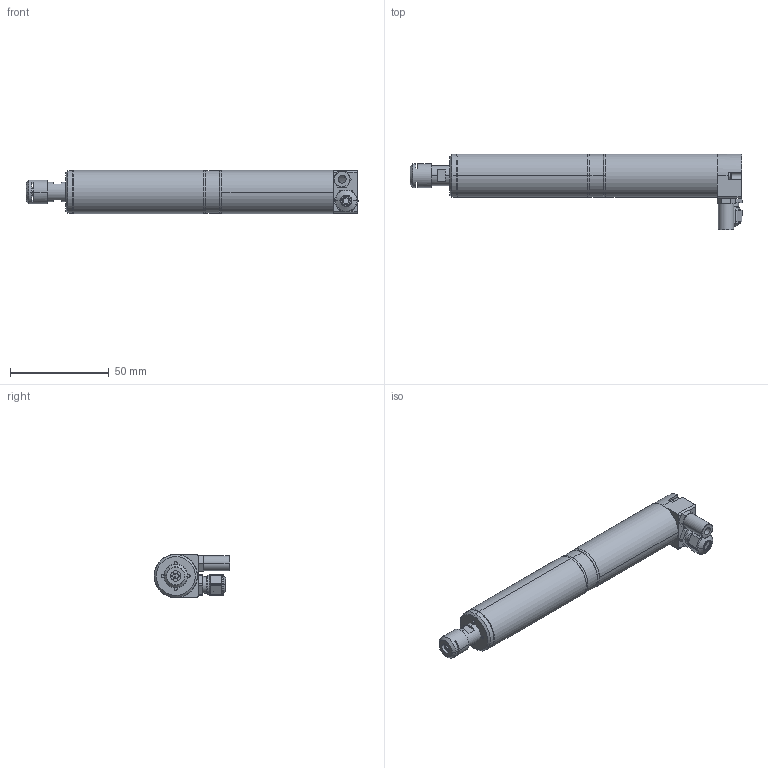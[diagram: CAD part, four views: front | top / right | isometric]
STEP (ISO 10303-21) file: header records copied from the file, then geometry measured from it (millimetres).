
FILE_DESCRIPTION (( 'STEP AP203' ), '1' );
FILE_NAME ('022S100ES-02A.STEP', '2012-04-24T12:26:33', ( 'FM10CAD1' ), ( 'IBAG Switzerland AG' ), 'SwSTEP 2.0', 'SolidWorks 2010', '' );
FILE_SCHEMA (( 'CONFIG_CONTROL_DESIGN' ));
Length unit declared in the file: millimetre
Products named in the file (1): 022S100ES-02A
Bounding box: 168.53 x 38.5 x 22 mm (x, y, z)
Surface area: 15845 mm2 (no closed solid volume)
Topology: 0 solids, 19 shells, 222 faces, 699 edges, 492 vertices
Faces by surface type: plane 101, cylinder 79, cone 28, torus 14
Entity records: 7969 total; most frequent: CARTESIAN_POINT 1542, DIRECTION 1446, ORIENTED_EDGE 1138, EDGE_CURVE 695, AXIS2_PLACEMENT_3D 558, VERTEX_POINT 492, CIRCLE 335, VECTOR 330
